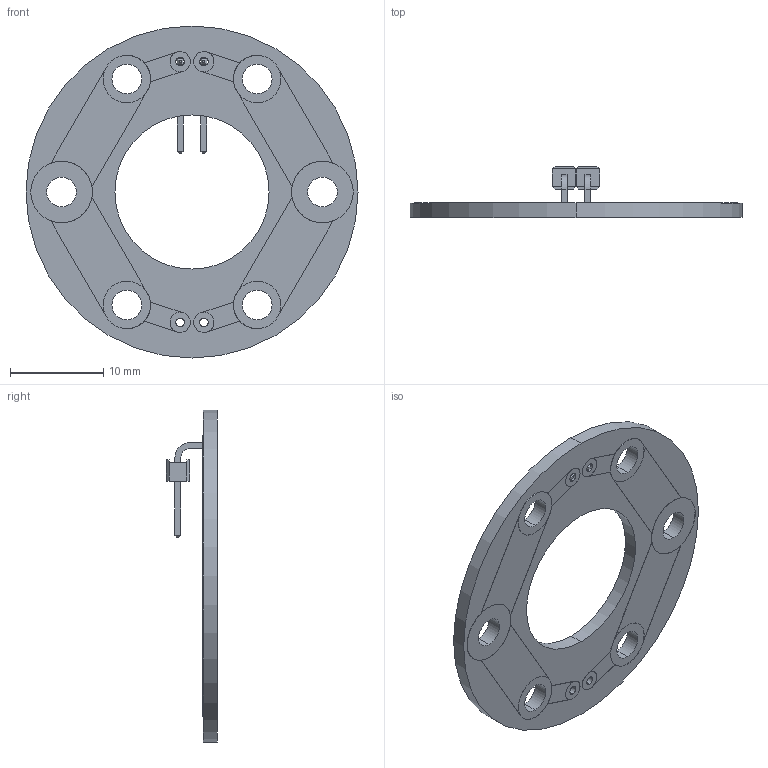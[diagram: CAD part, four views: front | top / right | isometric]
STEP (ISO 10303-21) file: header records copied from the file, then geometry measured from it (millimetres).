
FILE_DESCRIPTION (( 'STEP AP203' ), '1' );
FILE_NAME ('605120 assembly.STEP', '2014-08-18T14:59:32', ( 'Kyle' ), ( 'Microsoft' ), 'SwSTEP 2.0', 'SolidWorks 2014', '' );
FILE_SCHEMA (( 'CONFIG_CONTROL_DESIGN' ));
Length unit declared in the file: inch
Products named in the file (5): 605120; User Library-Header_Male_RA_Low_2Pin_BodyArray; User Library-Header_Male_RA_Low_2Pin_PinArray; 2 position right angle header row pin assembly; 605120 assembly
Assembly tree (4 placements, depth 3):
  605120 assembly
    605120
    2 position right angle header row pin assembly
      User Library-Header_Male_RA_Low_2Pin_BodyArray
      User Library-Header_Male_RA_Low_2Pin_PinArray
Bounding box: 35.56 x 5.51 x 35.56 mm (x, y, z)
Volume: 1164.8 mm3; surface area: 1979.9 mm2
Topology: 5 solids, 5 shells, 206 faces, 552 edges, 360 vertices
Faces by surface type: plane 138, cylinder 68
Entity records: 7049 total; most frequent: DIRECTION 1180, CARTESIAN_POINT 1126, ORIENTED_EDGE 1104, EDGE_CURVE 552, AXIS2_PLACEMENT_3D 414, VERTEX_POINT 360, VECTOR 352, LINE 352
